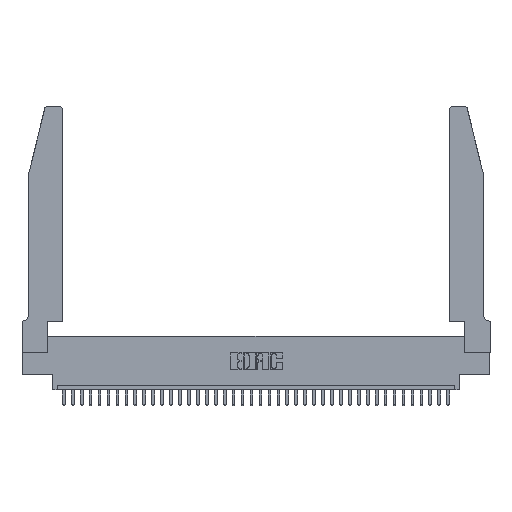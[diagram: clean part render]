
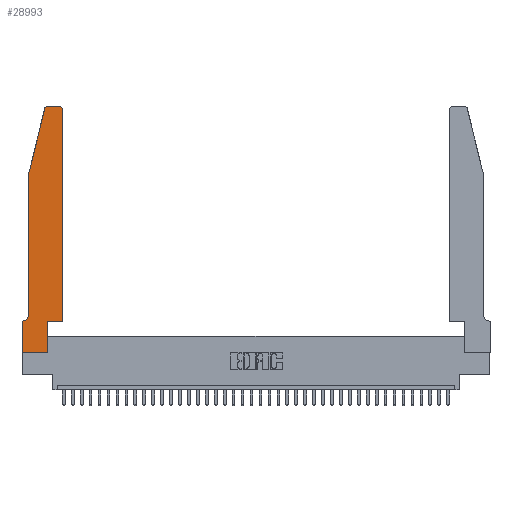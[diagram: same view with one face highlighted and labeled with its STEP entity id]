
A CAD part, top view. The second image highlights one B-rep face of the part: STEP entity #28993.
In plain terms, the highlighted planar face has unit normal (0, 0, 1).
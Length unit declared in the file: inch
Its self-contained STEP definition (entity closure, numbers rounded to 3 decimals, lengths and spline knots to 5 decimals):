
#542 = CARTESIAN_POINT ( 'NONE',  ( 0.2865, 0., 0.37 ) ) ;
#1082 = VERTEX_POINT ( 'NONE', #23610 ) ;
#1344 = DIRECTION ( 'NONE',  ( 0., 0., 1. ) ) ;
#1947 = LINE ( 'NONE', #4225, #33919 ) ;
#2933 = AXIS2_PLACEMENT_3D ( 'NONE', #34450, #16952, #5429 ) ;
#3150 = EDGE_CURVE ( 'NONE', #1082, #9847, #30335, .T. ) ;
#3168 = CARTESIAN_POINT ( 'NONE',  ( 0.4505, 0.35, 0.37 ) ) ;
#3735 = CARTESIAN_POINT ( 'NONE',  ( 0.4205, 2.75, 0.37 ) ) ;
#4086 = PLANE ( 'NONE',  #33871 ) ;
#4225 = CARTESIAN_POINT ( 'NONE',  ( 0.4505, 0.35, 0.37 ) ) ;
#4623 = DIRECTION ( 'NONE',  ( -1., 0., 0. ) ) ;
#4940 = ORIENTED_EDGE ( 'NONE', *, *, #10286, .T. ) ;
#5114 = CARTESIAN_POINT ( 'NONE',  ( 0., 0.35, 0.37 ) ) ;
#5429 = DIRECTION ( 'NONE',  ( 1., 0., 0. ) ) ;
#5520 = VERTEX_POINT ( 'NONE', #32645 ) ;
#5855 = VECTOR ( 'NONE', #32243, 39.37008 ) ;
#6517 = EDGE_CURVE ( 'NONE', #8198, #28391, #14052, .T. ) ;
#7169 = CARTESIAN_POINT ( 'NONE',  ( 0.0755, 2., 0.37 ) ) ;
#8187 = VECTOR ( 'NONE', #37218, 39.37008 ) ;
#8198 = VERTEX_POINT ( 'NONE', #32335 ) ;
#8546 = CARTESIAN_POINT ( 'NONE',  ( 0.2865, 0.35, 0.37 ) ) ;
#8730 = DIRECTION ( 'NONE',  ( 0., 1., 0. ) ) ;
#8780 = EDGE_CURVE ( 'NONE', #31178, #22809, #1947, .T. ) ;
#9050 = VECTOR ( 'NONE', #28664, 39.37008 ) ;
#9211 = AXIS2_PLACEMENT_3D ( 'NONE', #36334, #1344, #24709 ) ;
#9601 = LINE ( 'NONE', #3168, #16929 ) ;
#9847 = VERTEX_POINT ( 'NONE', #18750 ) ;
#9981 = ORIENTED_EDGE ( 'NONE', *, *, #36823, .T. ) ;
#10064 = VERTEX_POINT ( 'NONE', #33831 ) ;
#10286 = EDGE_CURVE ( 'NONE', #9847, #34933, #31942, .T. ) ;
#10326 = ORIENTED_EDGE ( 'NONE', *, *, #8780, .T. ) ;
#10445 = CARTESIAN_POINT ( 'NONE',  ( 0., 0., 0.37 ) ) ;
#10940 = EDGE_CURVE ( 'NONE', #5520, #8198, #19088, .T. ) ;
#11177 = VERTEX_POINT ( 'NONE', #3735 ) ;
#11655 = CARTESIAN_POINT ( 'NONE',  ( 0.0755, 0.35, 0.37 ) ) ;
#12820 = DIRECTION ( 'NONE',  ( 0., 1., 0. ) ) ;
#13521 = EDGE_CURVE ( 'NONE', #28391, #10064, #26429, .T. ) ;
#14052 = LINE ( 'NONE', #7169, #20897 ) ;
#14564 = CARTESIAN_POINT ( 'NONE',  ( 0.0755, 2., 0.37 ) ) ;
#14816 = CARTESIAN_POINT ( 'NONE',  ( 0.0755, 2., 0.37 ) ) ;
#15463 = VECTOR ( 'NONE', #34891, 39.37008 ) ;
#15942 = LINE ( 'NONE', #11655, #15463 ) ;
#15949 = AXIS2_PLACEMENT_3D ( 'NONE', #23989, #24115, #4623 ) ;
#15953 = ORIENTED_EDGE ( 'NONE', *, *, #26187, .T. ) ;
#16111 = LINE ( 'NONE', #26474, #32548 ) ;
#16929 = VECTOR ( 'NONE', #32438, 39.37008 ) ;
#16952 = DIRECTION ( 'NONE',  ( 0., 0., 1. ) ) ;
#17064 = VECTOR ( 'NONE', #33822, 39.37008 ) ;
#18581 = ORIENTED_EDGE ( 'NONE', *, *, #29963, .T. ) ;
#18750 = CARTESIAN_POINT ( 'NONE',  ( 0., 0., 0.37 ) ) ;
#19039 = ORIENTED_EDGE ( 'NONE', *, *, #6517, .T. ) ;
#19088 = CIRCLE ( 'NONE', #2933, 0.03 ) ;
#19547 = EDGE_CURVE ( 'NONE', #24626, #1082, #15942, .T. ) ;
#19572 = ORIENTED_EDGE ( 'NONE', *, *, #13521, .T. ) ;
#19932 = CIRCLE ( 'NONE', #9211, 0.03 ) ;
#20313 = ORIENTED_EDGE ( 'NONE', *, *, #19547, .T. ) ;
#20897 = VECTOR ( 'NONE', #25595, 39.37008 ) ;
#21585 = CARTESIAN_POINT ( 'NONE',  ( 0.0055, 0.35, 0.37 ) ) ;
#21805 = DIRECTION ( 'NONE',  ( 0., 0., 1. ) ) ;
#22809 = VERTEX_POINT ( 'NONE', #37535 ) ;
#23196 = CARTESIAN_POINT ( 'NONE',  ( 0., 0., 0.37 ) ) ;
#23610 = CARTESIAN_POINT ( 'NONE',  ( 0., 0.35, 0.37 ) ) ;
#23989 = CARTESIAN_POINT ( 'NONE',  ( 0.0055, 0.42, 0.37 ) ) ;
#24115 = DIRECTION ( 'NONE',  ( 0., 0., -1. ) ) ;
#24414 = CIRCLE ( 'NONE', #15949, 0.07 ) ;
#24626 = VERTEX_POINT ( 'NONE', #21585 ) ;
#24709 = DIRECTION ( 'NONE',  ( 1., 0., 0. ) ) ;
#24987 = VERTEX_POINT ( 'NONE', #8546 ) ;
#25087 = EDGE_CURVE ( 'NONE', #24987, #31178, #9601, .T. ) ;
#25532 = ORIENTED_EDGE ( 'NONE', *, *, #3150, .T. ) ;
#25595 = DIRECTION ( 'NONE',  ( -0.239, -0.971, 0. ) ) ;
#25620 = FACE_OUTER_BOUND ( 'NONE', #30249, .T. ) ;
#26000 = LINE ( 'NONE', #37454, #8187 ) ;
#26187 = EDGE_CURVE ( 'NONE', #10064, #24626, #24414, .T. ) ;
#26429 = LINE ( 'NONE', #14564, #9050 ) ;
#26474 = CARTESIAN_POINT ( 'NONE',  ( 0.2865, 0.35, 0.37 ) ) ;
#28391 = VERTEX_POINT ( 'NONE', #14816 ) ;
#28664 = DIRECTION ( 'NONE',  ( 0., -1., 0. ) ) ;
#28993 = ADVANCED_FACE ( 'NONE', ( #25620 ), #4086, .T. ) ;
#29963 = EDGE_CURVE ( 'NONE', #11177, #5520, #26000, .T. ) ;
#30249 = EDGE_LOOP ( 'NONE', ( #18581, #36180, #19039, #19572, #15953, #20313, #25532, #4940, #9981, #37643, #10326, #36491 ) ) ;
#30335 = LINE ( 'NONE', #10445, #17064 ) ;
#31178 = VERTEX_POINT ( 'NONE', #34520 ) ;
#31942 = LINE ( 'NONE', #23196, #5855 ) ;
#32243 = DIRECTION ( 'NONE',  ( 1., 0., 0. ) ) ;
#32275 = EDGE_CURVE ( 'NONE', #22809, #11177, #19932, .T. ) ;
#32335 = CARTESIAN_POINT ( 'NONE',  ( 0.25487, 2.72718, 0.37 ) ) ;
#32438 = DIRECTION ( 'NONE',  ( 1., 0., 0. ) ) ;
#32548 = VECTOR ( 'NONE', #8730, 39.37008 ) ;
#32645 = CARTESIAN_POINT ( 'NONE',  ( 0.284, 2.75, 0.37 ) ) ;
#33822 = DIRECTION ( 'NONE',  ( 0., -1., 0. ) ) ;
#33831 = CARTESIAN_POINT ( 'NONE',  ( 0.0755, 0.42, 0.37 ) ) ;
#33871 = AXIS2_PLACEMENT_3D ( 'NONE', #5114, #21805, #37508 ) ;
#33919 = VECTOR ( 'NONE', #12820, 39.37008 ) ;
#34450 = CARTESIAN_POINT ( 'NONE',  ( 0.284, 2.72, 0.37 ) ) ;
#34520 = CARTESIAN_POINT ( 'NONE',  ( 0.4505, 0.35, 0.37 ) ) ;
#34891 = DIRECTION ( 'NONE',  ( -1., 0., 0. ) ) ;
#34933 = VERTEX_POINT ( 'NONE', #542 ) ;
#36180 = ORIENTED_EDGE ( 'NONE', *, *, #10940, .T. ) ;
#36334 = CARTESIAN_POINT ( 'NONE',  ( 0.4205, 2.72, 0.37 ) ) ;
#36491 = ORIENTED_EDGE ( 'NONE', *, *, #32275, .T. ) ;
#36823 = EDGE_CURVE ( 'NONE', #34933, #24987, #16111, .T. ) ;
#37218 = DIRECTION ( 'NONE',  ( -1., 0., 0. ) ) ;
#37454 = CARTESIAN_POINT ( 'NONE',  ( 0.2605, 2.75, 0.37 ) ) ;
#37508 = DIRECTION ( 'NONE',  ( 1., 0., 0. ) ) ;
#37535 = CARTESIAN_POINT ( 'NONE',  ( 0.4505, 2.72, 0.37 ) ) ;
#37643 = ORIENTED_EDGE ( 'NONE', *, *, #25087, .T. ) ;
